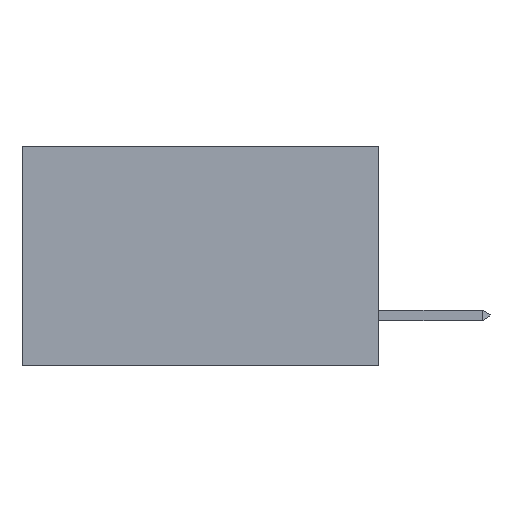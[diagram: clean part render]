
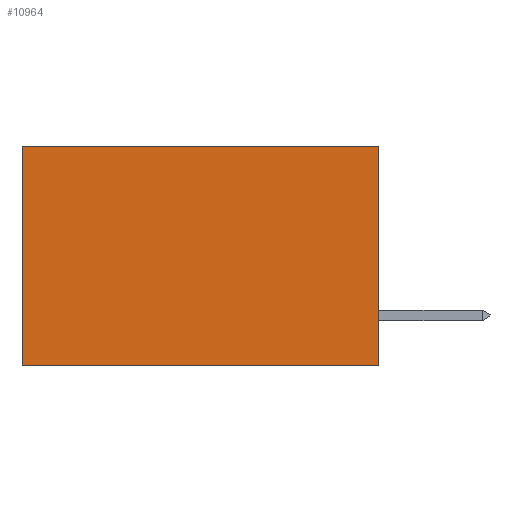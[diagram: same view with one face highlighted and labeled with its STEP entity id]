
A CAD part, left-side view. The second image highlights one B-rep face of the part: STEP entity #10964.
In plain terms, the highlighted planar face has unit normal (-1, 0, 0).
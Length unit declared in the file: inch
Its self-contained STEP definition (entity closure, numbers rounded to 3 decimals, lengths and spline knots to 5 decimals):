
#25 = VECTOR ( 'NONE', #18988, 39.37008 ) ;
#1026 = FACE_OUTER_BOUND ( 'NONE', #14465, .T. ) ;
#3447 = VERTEX_POINT ( 'NONE', #16798 ) ;
#3627 = EDGE_CURVE ( 'NONE', #3447, #5470, #16441, .T. ) ;
#4372 = EDGE_CURVE ( 'NONE', #14617, #19292, #9529, .T. ) ;
#4495 = CARTESIAN_POINT ( 'NONE',  ( 0.2615, 0.6, 0. ) ) ;
#4959 = LINE ( 'NONE', #14201, #6900 ) ;
#5133 = ORIENTED_EDGE ( 'NONE', *, *, #3627, .F. ) ;
#5470 = VERTEX_POINT ( 'NONE', #6877 ) ;
#6877 = CARTESIAN_POINT ( 'NONE',  ( 0.2615, 0.6, -0.37 ) ) ;
#6900 = VECTOR ( 'NONE', #8023, 39.37008 ) ;
#7143 = PLANE ( 'NONE',  #10437 ) ;
#7257 = DIRECTION ( 'NONE',  ( 1., 0., 0. ) ) ;
#7706 = CARTESIAN_POINT ( 'NONE',  ( 0.2615, 0., 0. ) ) ;
#8023 = DIRECTION ( 'NONE',  ( 0., 0., -1. ) ) ;
#9200 = DIRECTION ( 'NONE',  ( 0., 0., -1. ) ) ;
#9447 = VECTOR ( 'NONE', #12212, 39.37008 ) ;
#9529 = LINE ( 'NONE', #20547, #9447 ) ;
#10437 = AXIS2_PLACEMENT_3D ( 'NONE', #15320, #7257, #9200 ) ;
#10964 = ADVANCED_FACE ( 'NONE', ( #1026 ), #7143, .F. ) ;
#12212 = DIRECTION ( 'NONE',  ( 0., 1., 0. ) ) ;
#12947 = CARTESIAN_POINT ( 'NONE',  ( 0.2615, 0., -0.37 ) ) ;
#13412 = VECTOR ( 'NONE', #17921, 39.37008 ) ;
#14201 = CARTESIAN_POINT ( 'NONE',  ( 0.2615, 0.6, -0.37 ) ) ;
#14465 = EDGE_LOOP ( 'NONE', ( #18259, #5133, #20015, #18956 ) ) ;
#14617 = VERTEX_POINT ( 'NONE', #7706 ) ;
#15258 = EDGE_CURVE ( 'NONE', #19292, #5470, #4959, .T. ) ;
#15320 = CARTESIAN_POINT ( 'NONE',  ( 0.2615, 0., -0.37 ) ) ;
#15836 = LINE ( 'NONE', #16014, #25 ) ;
#16014 = CARTESIAN_POINT ( 'NONE',  ( 0.2615, 0., -0.37 ) ) ;
#16441 = LINE ( 'NONE', #12947, #13412 ) ;
#16798 = CARTESIAN_POINT ( 'NONE',  ( 0.2615, 0., -0.37 ) ) ;
#17921 = DIRECTION ( 'NONE',  ( 0., 1., 0. ) ) ;
#18259 = ORIENTED_EDGE ( 'NONE', *, *, #15258, .T. ) ;
#18956 = ORIENTED_EDGE ( 'NONE', *, *, #4372, .T. ) ;
#18988 = DIRECTION ( 'NONE',  ( 0., 0., -1. ) ) ;
#19292 = VERTEX_POINT ( 'NONE', #4495 ) ;
#19754 = EDGE_CURVE ( 'NONE', #14617, #3447, #15836, .T. ) ;
#20015 = ORIENTED_EDGE ( 'NONE', *, *, #19754, .F. ) ;
#20547 = CARTESIAN_POINT ( 'NONE',  ( 0.2615, 0., 0. ) ) ;
